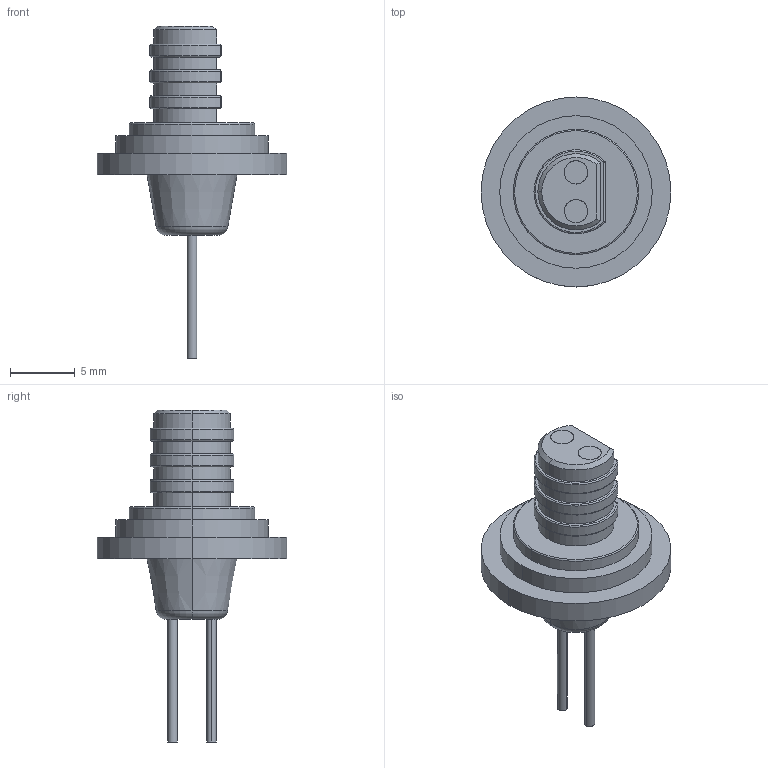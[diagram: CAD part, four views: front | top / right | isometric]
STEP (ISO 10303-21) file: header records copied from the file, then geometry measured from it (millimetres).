
FILE_DESCRIPTION((''),'2;1');
FILE_NAME('20_B010','2021-04-12T16:30:09',('wangjunfeng'),(''),'CREO PARAMETRIC BY PTC INC, 2018050','CREO PARAMETRIC BY PTC INC, 2018050','');
FILE_SCHEMA(('CONFIG_CONTROL_DESIGN'));
Length unit declared in the file: millimetre
Products named in the file (1): 20_B010
Bounding box: 14.7 x 14.7 x 25.69 mm (x, y, z)
Surface area: 806.6 mm2 (no closed solid volume)
Topology: 0 solids, 6 shells, 85 faces, 193 edges, 111 vertices
Faces by surface type: cylinder 36, plane 23, sphere 12, torus 10, cone 4
Entity records: 2426 total; most frequent: CARTESIAN_POINT 489, DIRECTION 451, ORIENTED_EDGE 344, AXIS2_PLACEMENT_3D 195, EDGE_CURVE 181, VERTEX_POINT 111, CIRCLE 110, EDGE_LOOP 96
